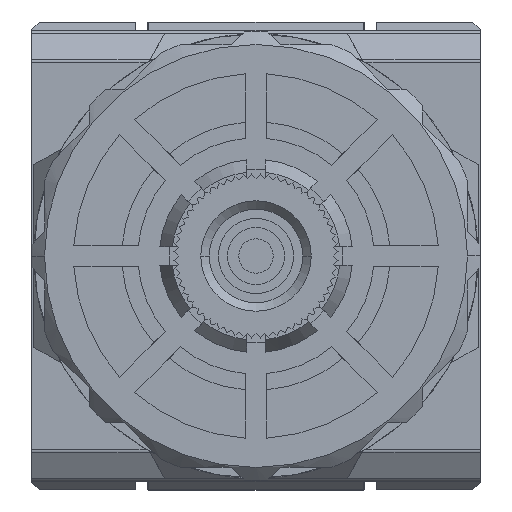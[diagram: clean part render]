
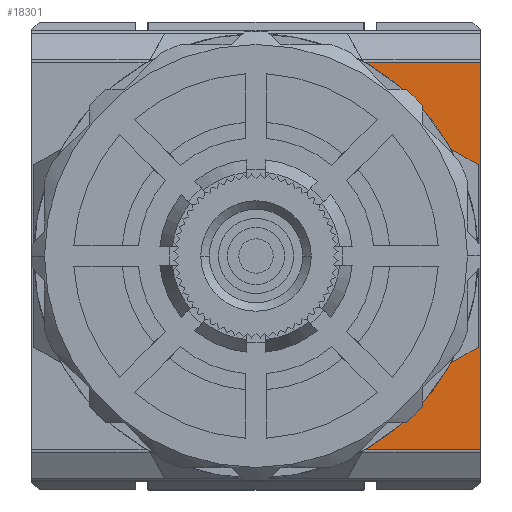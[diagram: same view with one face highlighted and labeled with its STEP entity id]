
A CAD part, front view. The second image highlights one B-rep face of the part: STEP entity #18301.
In plain terms, the highlighted planar face has unit normal (0, -1, 0).
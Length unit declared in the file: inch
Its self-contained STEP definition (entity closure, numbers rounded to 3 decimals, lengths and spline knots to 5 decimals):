
#1021 = VECTOR ( 'NONE', #45208, 39.37008 ) ;
#2270 = VECTOR ( 'NONE', #55487, 39.37008 ) ;
#2531 = VERTEX_POINT ( 'NONE', #11900 ) ;
#4537 = DIRECTION ( 'NONE',  ( 0., 0., 1. ) ) ;
#4663 = CARTESIAN_POINT ( 'NONE',  ( 0.81496, -1.00787, 0.33465 ) ) ;
#4833 = EDGE_CURVE ( 'NONE', #56756, #49782, #52461, .T. ) ;
#5427 = VERTEX_POINT ( 'NONE', #45398 ) ;
#6523 = AXIS2_PLACEMENT_3D ( 'NONE', #21733, #35623, #4537 ) ;
#6949 = CARTESIAN_POINT ( 'NONE',  ( 0.39971, -1.00787, -0.71021 ) ) ;
#7078 = ORIENTED_EDGE ( 'NONE', *, *, #31148, .F. ) ;
#9135 = CARTESIAN_POINT ( 'NONE',  ( 0.81496, -1.00787, 0.71021 ) ) ;
#11900 = CARTESIAN_POINT ( 'NONE',  ( 0.81496, -1.00787, 0.33465 ) ) ;
#12091 = FACE_OUTER_BOUND ( 'NONE', #36184, .T. ) ;
#12684 = DIRECTION ( 'NONE',  ( 0., 1., 0. ) ) ;
#12708 = EDGE_CURVE ( 'NONE', #2531, #14106, #53507, .T. ) ;
#13569 = DIRECTION ( 'NONE',  ( 0., 0., 1. ) ) ;
#14106 = VERTEX_POINT ( 'NONE', #47843 ) ;
#16652 = CARTESIAN_POINT ( 'NONE',  ( 0.82283, -1.00787, -0.71021 ) ) ;
#17434 = DIRECTION ( 'NONE',  ( 0., 0., 1. ) ) ;
#17743 = CARTESIAN_POINT ( 'NONE',  ( 0.71397, -1.00787, -0.39296 ) ) ;
#18301 = ADVANCED_FACE ( 'NONE', ( #12091 ), #39597, .F. ) ;
#20116 = ORIENTED_EDGE ( 'NONE', *, *, #35205, .F. ) ;
#21733 = CARTESIAN_POINT ( 'NONE',  ( 0., -1.00787, 0. ) ) ;
#22176 = CARTESIAN_POINT ( 'NONE',  ( 0.82283, -1.00787, 0.71021 ) ) ;
#24770 = DIRECTION ( 'NONE',  ( 0., 0., -1. ) ) ;
#25396 = ORIENTED_EDGE ( 'NONE', *, *, #28698, .F. ) ;
#25663 = CARTESIAN_POINT ( 'NONE',  ( 0.82283, -1.00787, -0.71021 ) ) ;
#26318 = DIRECTION ( 'NONE',  ( 0., 0., 1. ) ) ;
#27235 = VERTEX_POINT ( 'NONE', #37545 ) ;
#28365 = AXIS2_PLACEMENT_3D ( 'NONE', #22176, #12684, #17434 ) ;
#28698 = EDGE_CURVE ( 'NONE', #27235, #2531, #49684, .T. ) ;
#29520 = ORIENTED_EDGE ( 'NONE', *, *, #12708, .F. ) ;
#31148 = EDGE_CURVE ( 'NONE', #40535, #56756, #38073, .T. ) ;
#31928 = CARTESIAN_POINT ( 'NONE',  ( 0.82283, -1.00787, 0.71021 ) ) ;
#32050 = CIRCLE ( 'NONE', #6523, 0.81496 ) ;
#33771 = EDGE_CURVE ( 'NONE', #5427, #40535, #36558, .T. ) ;
#35205 = EDGE_CURVE ( 'NONE', #49782, #47169, #47735, .T. ) ;
#35623 = DIRECTION ( 'NONE',  ( 0., -1., 0. ) ) ;
#36184 = EDGE_LOOP ( 'NONE', ( #41636, #7078, #50844, #37624, #29520, #25396, #48170, #20116 ) ) ;
#36558 = LINE ( 'NONE', #46301, #2270 ) ;
#37212 = DIRECTION ( 'NONE',  ( 0., -1., 0. ) ) ;
#37342 = AXIS2_PLACEMENT_3D ( 'NONE', #44920, #37212, #13569 ) ;
#37545 = CARTESIAN_POINT ( 'NONE',  ( 0.81496, -1.00787, -0.33465 ) ) ;
#37624 = ORIENTED_EDGE ( 'NONE', *, *, #57341, .F. ) ;
#38073 = LINE ( 'NONE', #56400, #50187 ) ;
#39597 = PLANE ( 'NONE',  #28365 ) ;
#39690 = CARTESIAN_POINT ( 'NONE',  ( 0.71397, -1.00787, -0.39296 ) ) ;
#40448 = EDGE_CURVE ( 'NONE', #47169, #27235, #58264, .T. ) ;
#40535 = VERTEX_POINT ( 'NONE', #31928 ) ;
#41386 = DIRECTION ( 'NONE',  ( 0.866, 0., 0.5 ) ) ;
#41636 = ORIENTED_EDGE ( 'NONE', *, *, #4833, .F. ) ;
#44920 = CARTESIAN_POINT ( 'NONE',  ( 0., -1.00787, 0. ) ) ;
#45208 = DIRECTION ( 'NONE',  ( -0.866, 0., 0.5 ) ) ;
#45398 = CARTESIAN_POINT ( 'NONE',  ( 0.39971, -1.00787, 0.71021 ) ) ;
#46301 = CARTESIAN_POINT ( 'NONE',  ( 0.82283, -1.00787, 0.71021 ) ) ;
#47080 = VECTOR ( 'NONE', #56598, 39.37008 ) ;
#47169 = VERTEX_POINT ( 'NONE', #39690 ) ;
#47208 = VECTOR ( 'NONE', #26318, 39.37008 ) ;
#47735 = CIRCLE ( 'NONE', #37342, 0.81496 ) ;
#47843 = CARTESIAN_POINT ( 'NONE',  ( 0.71397, -1.00787, 0.39296 ) ) ;
#48170 = ORIENTED_EDGE ( 'NONE', *, *, #40448, .F. ) ;
#49684 = LINE ( 'NONE', #9135, #47208 ) ;
#49782 = VERTEX_POINT ( 'NONE', #6949 ) ;
#50187 = VECTOR ( 'NONE', #24770, 39.37008 ) ;
#50844 = ORIENTED_EDGE ( 'NONE', *, *, #33771, .F. ) ;
#51703 = VECTOR ( 'NONE', #41386, 39.37008 ) ;
#52461 = LINE ( 'NONE', #16652, #47080 ) ;
#53507 = LINE ( 'NONE', #4663, #1021 ) ;
#55487 = DIRECTION ( 'NONE',  ( 1., 0., 0. ) ) ;
#56400 = CARTESIAN_POINT ( 'NONE',  ( 0.82283, -1.00787, 0.71021 ) ) ;
#56598 = DIRECTION ( 'NONE',  ( -1., 0., 0. ) ) ;
#56756 = VERTEX_POINT ( 'NONE', #25663 ) ;
#57341 = EDGE_CURVE ( 'NONE', #14106, #5427, #32050, .T. ) ;
#58264 = LINE ( 'NONE', #17743, #51703 ) ;
